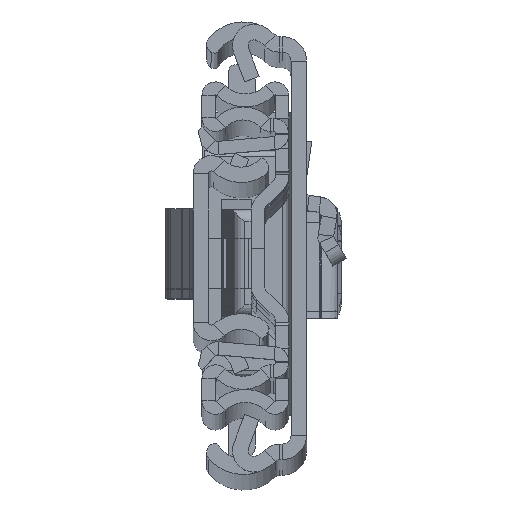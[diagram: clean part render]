
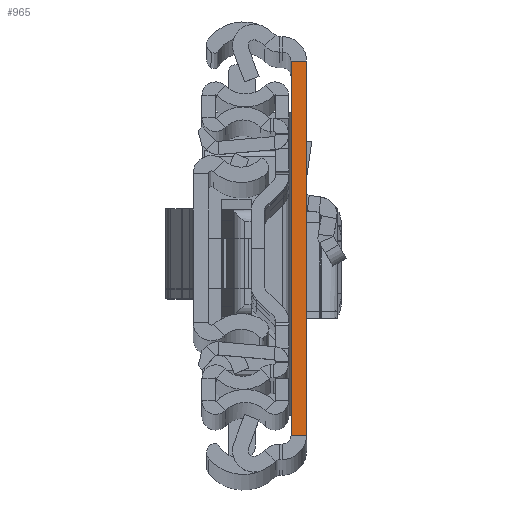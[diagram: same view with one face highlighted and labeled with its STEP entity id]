
A CAD part, top view. The second image highlights one B-rep face of the part: STEP entity #965.
In plain terms, the highlighted planar face has unit normal (0, 0, 1).
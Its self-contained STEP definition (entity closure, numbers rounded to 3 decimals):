
#965 = ADVANCED_FACE ( 'NONE', ( #16852 ), #12092, .F. ) ;
#1353 = CARTESIAN_POINT ( 'NONE',  ( 0., 31.5, 0. ) ) ;
#1687 = DIRECTION ( 'NONE',  ( 0., 0., -1. ) ) ;
#1917 = ORIENTED_EDGE ( 'NONE', *, *, #17613, .T. ) ;
#2278 = CARTESIAN_POINT ( 'NONE',  ( 2.6, 31.5, 0. ) ) ;
#2695 = VERTEX_POINT ( 'NONE', #6556 ) ;
#2755 = CARTESIAN_POINT ( 'NONE',  ( 0., -31.5, 0. ) ) ;
#3110 = CARTESIAN_POINT ( 'NONE',  ( 2.6, -31.5, 0. ) ) ;
#3653 = LINE ( 'NONE', #9772, #6681 ) ;
#4577 = LINE ( 'NONE', #3110, #13753 ) ;
#4752 = CARTESIAN_POINT ( 'NONE',  ( 2.6, -31.5, 0. ) ) ;
#4807 = CARTESIAN_POINT ( 'NONE',  ( 0., -31.5, 0. ) ) ;
#4987 = EDGE_LOOP ( 'NONE', ( #17425, #7711, #1917, #13079 ) ) ;
#5711 = EDGE_CURVE ( 'NONE', #17718, #2695, #8398, .T. ) ;
#6556 = CARTESIAN_POINT ( 'NONE',  ( 2.6, 31.5, 0. ) ) ;
#6681 = VECTOR ( 'NONE', #16019, 1000. ) ;
#7305 = LINE ( 'NONE', #2755, #14312 ) ;
#7641 = DIRECTION ( 'NONE',  ( 0., 1., 0. ) ) ;
#7711 = ORIENTED_EDGE ( 'NONE', *, *, #13088, .F. ) ;
#8163 = VECTOR ( 'NONE', #8489, 1000. ) ;
#8398 = LINE ( 'NONE', #2278, #8163 ) ;
#8489 = DIRECTION ( 'NONE',  ( 1., 0., 0. ) ) ;
#8820 = VERTEX_POINT ( 'NONE', #8994 ) ;
#8994 = CARTESIAN_POINT ( 'NONE',  ( 2.6, -31.5, 0. ) ) ;
#9681 = AXIS2_PLACEMENT_3D ( 'NONE', #4752, #1687, #7641 ) ;
#9772 = CARTESIAN_POINT ( 'NONE',  ( 2.6, -31.5, 0. ) ) ;
#10619 = DIRECTION ( 'NONE',  ( 0., 1., 0. ) ) ;
#12092 = PLANE ( 'NONE',  #9681 ) ;
#13079 = ORIENTED_EDGE ( 'NONE', *, *, #15420, .T. ) ;
#13088 = EDGE_CURVE ( 'NONE', #17876, #17718, #7305, .T. ) ;
#13753 = VECTOR ( 'NONE', #10619, 1000. ) ;
#14312 = VECTOR ( 'NONE', #19192, 1000. ) ;
#15420 = EDGE_CURVE ( 'NONE', #8820, #2695, #4577, .T. ) ;
#16019 = DIRECTION ( 'NONE',  ( 1., 0., 0. ) ) ;
#16852 = FACE_OUTER_BOUND ( 'NONE', #4987, .T. ) ;
#17425 = ORIENTED_EDGE ( 'NONE', *, *, #5711, .F. ) ;
#17613 = EDGE_CURVE ( 'NONE', #17876, #8820, #3653, .T. ) ;
#17718 = VERTEX_POINT ( 'NONE', #1353 ) ;
#17876 = VERTEX_POINT ( 'NONE', #4807 ) ;
#19192 = DIRECTION ( 'NONE',  ( 0., 1., 0. ) ) ;
